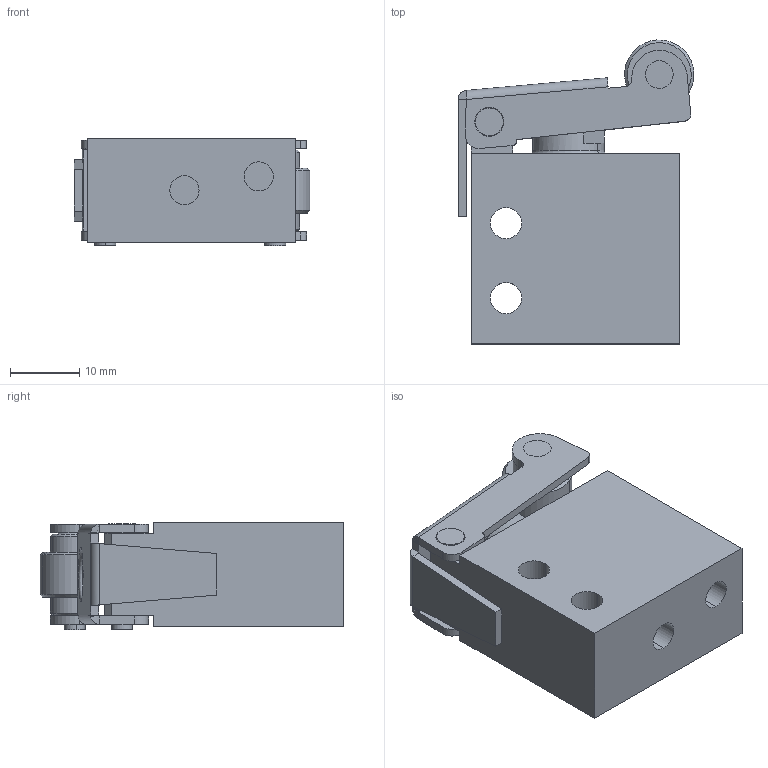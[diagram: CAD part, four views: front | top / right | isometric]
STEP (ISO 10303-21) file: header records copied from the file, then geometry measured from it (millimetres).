
FILE_DESCRIPTION (( 'STEP AP214' ), '1' );
FILE_NAME ('08_173_4.STEP', '2016-07-29T12:13:03', ( '' ), ( '' ), 'SwSTEP 2.0', 'SolidWorks 2016', '' );
FILE_SCHEMA (( 'AUTOMOTIVE_DESIGN' ));
Length unit declared in the file: millimetre
Products named in the file (1): 08_173_4
Bounding box: 33.98 x 43.8 x 15.5 mm (x, y, z)
Volume: 14588.4 mm3; surface area: 7269.9 mm2
Topology: 6 solids, 6 shells, 158 faces, 363 edges, 225 vertices
Faces by surface type: plane 65, cylinder 49, cone 26, torus 10, sphere 4, bspline 4
Entity records: 4908 total; most frequent: CARTESIAN_POINT 959, DIRECTION 812, ORIENTED_EDGE 708, EDGE_CURVE 354, AXIS2_PLACEMENT_3D 315, VERTEX_POINT 222, VECTOR 182, LINE 182
